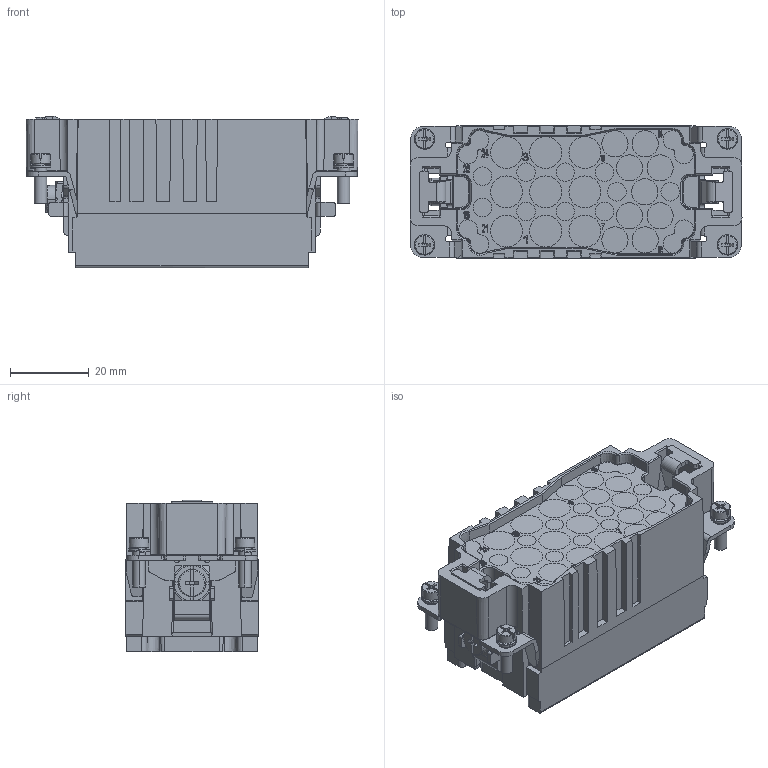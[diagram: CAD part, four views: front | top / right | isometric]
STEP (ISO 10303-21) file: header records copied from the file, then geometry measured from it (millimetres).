
FILE_DESCRIPTION(/* description */ (''),/* implementation_level */ '2;1');
FILE_NAME(/* name */ '3D_1280360100001_HK-009_9_18-MC_V1.0_stp.stp',/* time_stamp */ '2024-02-02T10:27:30+08:00',/* author */ (''),/* organization */ (''),/* preprocessor_version */ 'ST-DEVELOPER v18.1',/* originating_system */ 'SIEMENS PLM Software NX 1980',/* authorisation */ '');
FILE_SCHEMA (('AUTOMOTIVE_DESIGN { 1 0 10303 214 3 1 1 1 }'));
Products named in the file (1): 13183FDC2A7C7edg
Bounding box: 84.58 x 33.8 x 38.54 mm (x, y, z)
Volume: 56008.5 mm3; surface area: 37198.6 mm2
Topology: 2 solids, 15 shells, 1548 faces, 4053 edges, 2639 vertices
Faces by surface type: plane 724, cylinder 404, cone 297, extrusion 43, bspline 40, torus 30, sphere 10
Entity records: 54781 total; most frequent: CARTESIAN_POINT 17689, ORIENTED_EDGE 8038, DIRECTION 7277, EDGE_CURVE 4019, AXIS2_PLACEMENT_3D 2683, VERTEX_POINT 2635, VECTOR 1911, LINE 1868
